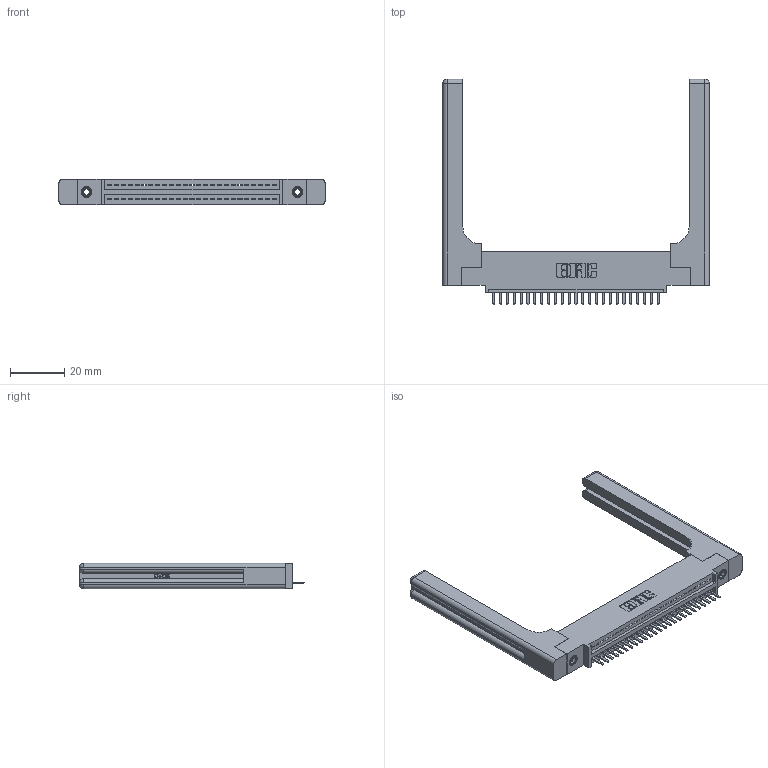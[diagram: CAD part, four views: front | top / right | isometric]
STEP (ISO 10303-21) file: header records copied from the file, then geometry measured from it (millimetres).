
FILE_DESCRIPTION (( 'STEP AP203' ), '1' );
FILE_NAME ('345-025-520-458.STEP', '2019-10-05T06:00:33', ( '' ), ( '' ), 'SwSTEP 2.0', 'SolidWorks 2016', '' );
FILE_SCHEMA (( 'CONFIG_CONTROL_DESIGN' ));
Length unit declared in the file: inch
Products named in the file (5): 345-220-058_345-220-058; 345-292-001_345-293-120; 345-250-001_345-250-001-102; 345 Part_0.110 Offset - 0.156 Dia-TH; 345-025-520-458
Assembly tree (30 placements, depth 2):
  345-025-520-458
    345 Part_0.110 Offset - 0.156 Dia-TH
    345-292-001_345-293-120  x25
    345-250-001_345-250-001-102  x2
    345-220-058_345-220-058  x2
Bounding box: 98.53 x 83.44 x 9.4 mm (x, y, z)
Volume: 17578.6 mm3; surface area: 16979.2 mm2
Topology: 30 solids, 30 shells, 1936 faces, 5619 edges, 3658 vertices
Faces by surface type: plane 1282, cylinder 594, bspline 36, cone 12, sphere 8, torus 4
Entity records: 26532 total; most frequent: CARTESIAN_POINT 5580, ORIENTED_EDGE 4324, DIRECTION 3832, EDGE_CURVE 2162, VECTOR 1834, LINE 1834, VERTEX_POINT 1430, AXIS2_PLACEMENT_3D 999
